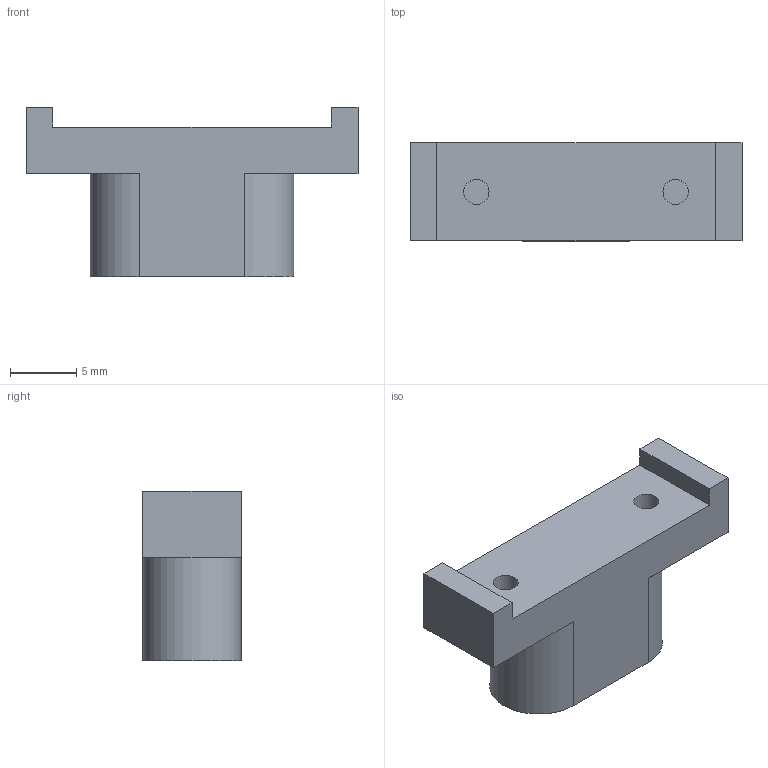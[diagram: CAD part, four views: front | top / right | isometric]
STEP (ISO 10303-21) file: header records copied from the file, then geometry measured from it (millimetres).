
FILE_DESCRIPTION(/* description */ ('STEP AP242','CAx-IF Rec.Pracs.---Representation and Presentation of Product Manufacturing Information (PMI)---4.0---2014-10-13','CAx-IF Rec.Pracs.---3D Tessellated Geometry---0.4---2014-09-14','2;1'),/* implementation_level */ '2;1');
FILE_NAME(/* name */ '681a33809ad74409d9da6a0f',/* time_stamp */ '2025-05-06T16:06:25Z',/* author */ (''),/* organization */ (''),/* preprocessor_version */ 'ST-DEVELOPER v20',/* originating_system */ 'ONSHAPE BY PTC INC, 1.197',/* authorisation */ ' ');
FILE_SCHEMA (('AP242_MANAGED_MODEL_BASED_3D_ENGINEERING_MIM_LF { 1 0 10303 442 1 1 4 }'));
Length unit declared in the file: metre
Products named in the file (1): Part 1
Bounding box: 25 x 7.38 x 12.76 mm (x, y, z)
Volume: 1100.6 mm3; surface area: 1303.8 mm2
Topology: 1 solids, 1 shells, 30 faces, 62 edges, 42 vertices
Faces by surface type: plane 20, cylinder 10
Full cylindrical faces by diameter (mm): 1.9 x2, 4.9 x2, 6.2 x4
Entity records: 766 total; most frequent: DIRECTION 134, CARTESIAN_POINT 123, ORIENTED_EDGE 104, EDGE_CURVE 52, AXIS2_PLACEMENT_3D 51, EDGE_LOOP 46, FACE_BOUND 46, VERTEX_POINT 40
